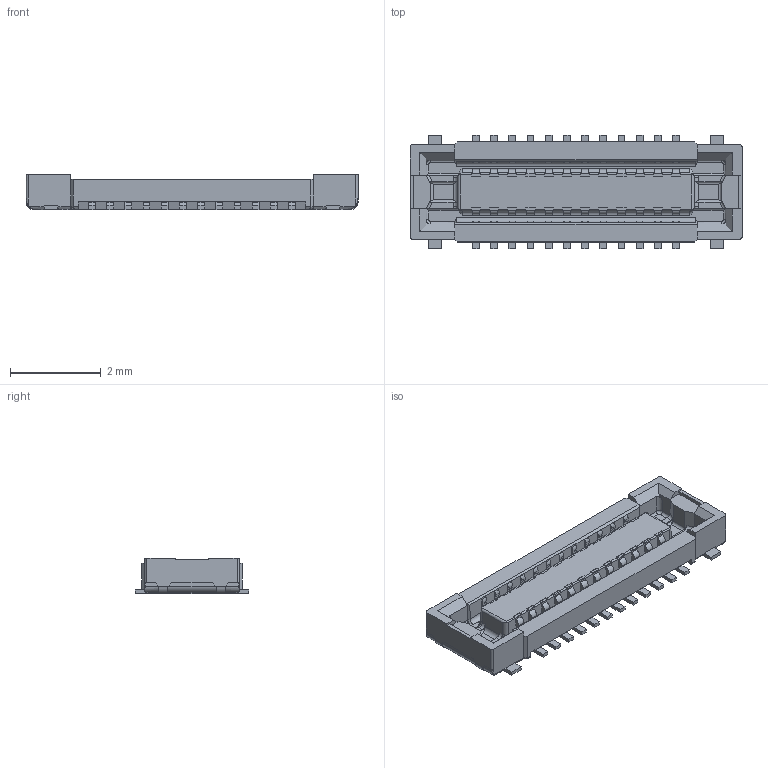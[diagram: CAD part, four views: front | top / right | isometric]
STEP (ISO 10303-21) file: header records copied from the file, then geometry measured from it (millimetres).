
FILE_DESCRIPTION((''),'2;1');
FILE_NAME('AXE524127','2020-10-13T',('admin'),(''),'PRO/ENGINEER BY PARAMETRIC TECHNOLOGY CORPORATION, 2010280','PRO/ENGINEER BY PARAMETRIC TECHNOLOGY CORPORATION, 2010280','');
FILE_SCHEMA(('CONFIG_CONTROL_DESIGN','SHAPE_APPEARANCE_LAYERS_GROUPS'));
Length unit declared in the file: millimetre
Products named in the file (1): AXE524127
Bounding box: 7.3 x 2.5 x 0.77 mm (x, y, z)
Volume: 8.1 mm3; surface area: 64.3 mm2
Topology: 1 solids, 1 shells, 974 faces, 2632 edges, 1684 vertices
Faces by surface type: plane 736, cylinder 222, bspline 8, cone 4, torus 4
Entity records: 38513 total; most frequent: CARTESIAN_POINT 6086, ORIENTED_EDGE 5264, DIRECTION 4876, PRESENTATION_STYLE_ASSIGNMENT 2633, STYLED_ITEM 2633, CURVE_STYLE 2632, EDGE_CURVE 2632, VECTOR 2000
